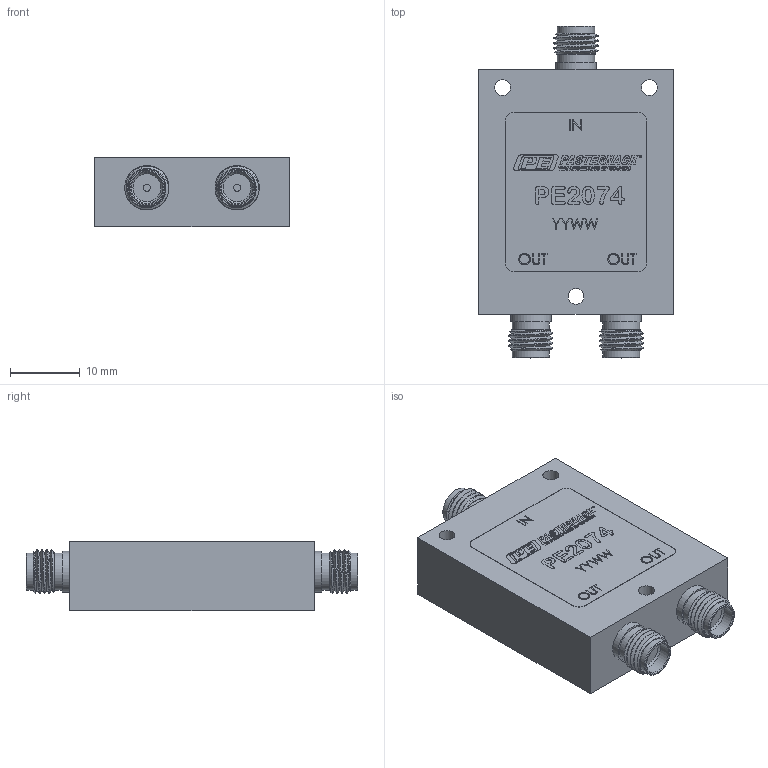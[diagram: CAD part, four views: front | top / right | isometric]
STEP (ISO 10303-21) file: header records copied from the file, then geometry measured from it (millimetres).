
FILE_DESCRIPTION (( 'STEP AP203' ), '1' );
FILE_NAME ('PE2074_3D.step', '2020-07-24T15:31:24', ( '' ), ( '' ), 'SwSTEP 2.0', 'SolidWorks 2018', '' );
FILE_SCHEMA (( 'CONFIG_CONTROL_DESIGN' ));
Length unit declared in the file: inch
Products named in the file (1): PE2074_3D
Bounding box: 27.94 x 47.65 x 9.96 mm (x, y, z)
Volume: 9976.1 mm3; surface area: 3980.2 mm2
Topology: 1 solids, 1 shells, 830 faces, 2210 edges, 1472 vertices
Faces by surface type: plane 521, bspline 202, cylinder 92, cone 15
Full cylindrical faces by diameter (mm): 0.276 x1, 0.283 x1, 1.016 x3, 2.286 x3, 4.521 x3, 5.334 x6, 5.842 x3
Entity records: 37557 total; most frequent: CARTESIAN_POINT 18172, ORIENTED_EDGE 4352, DIRECTION 3205, EDGE_CURVE 2176, LINE 1549, VECTOR 1549, VERTEX_POINT 1467, EDGE_LOOP 955
